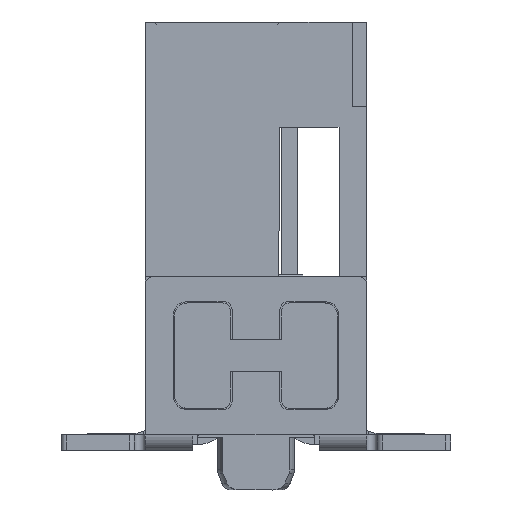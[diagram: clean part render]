
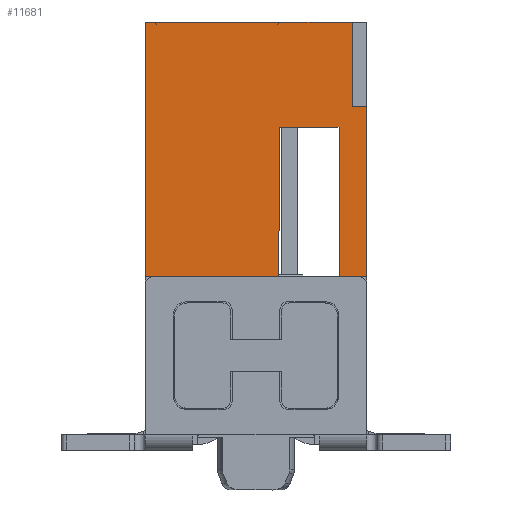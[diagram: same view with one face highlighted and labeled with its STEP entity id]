
A CAD part, front view. The second image highlights one B-rep face of the part: STEP entity #11681.
In plain terms, the highlighted planar face has unit normal (0, -1, 0).
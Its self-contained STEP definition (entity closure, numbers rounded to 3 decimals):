
#11681=ADVANCED_FACE('',(#15002),#13570,.T.);
#13570=PLANE('',#42167);
#15002=FACE_OUTER_BOUND('',#17050,.T.);
#17050=EDGE_LOOP('',(#28339,#28340,#28341,#28342,#28343,#28344,#28345,#28346,
#28347,#28348));
#19904=LINE('',#53806,#23451);
#19914=LINE('',#53824,#23461);
#19949=LINE('',#53932,#23496);
#19964=LINE('',#53977,#23511);
#19965=LINE('',#53979,#23512);
#19976=LINE('',#54001,#23523);
#20047=LINE('',#54164,#23594);
#20053=LINE('',#54176,#23600);
#20054=LINE('',#54178,#23601);
#20055=LINE('',#54180,#23602);
#23451=VECTOR('',#45684,1.);
#23461=VECTOR('',#45698,1.);
#23496=VECTOR('',#45759,1.);
#23511=VECTOR('',#45794,1.);
#23512=VECTOR('',#45795,1.);
#23523=VECTOR('',#45810,1.);
#23594=VECTOR('',#45963,1.);
#23600=VECTOR('',#45973,1.);
#23601=VECTOR('',#45976,1.);
#23602=VECTOR('',#45977,1.);
#28339=ORIENTED_EDGE('',*,*,#38742,.T.);
#28340=ORIENTED_EDGE('',*,*,#38741,.T.);
#28341=ORIENTED_EDGE('',*,*,#38735,.F.);
#28342=ORIENTED_EDGE('',*,*,#38651,.T.);
#28343=ORIENTED_EDGE('',*,*,#38639,.T.);
#28344=ORIENTED_EDGE('',*,*,#38616,.T.);
#28345=ORIENTED_EDGE('',*,*,#38565,.T.);
#28346=ORIENTED_EDGE('',*,*,#38575,.T.);
#28347=ORIENTED_EDGE('',*,*,#38638,.T.);
#28348=ORIENTED_EDGE('',*,*,#38743,.T.);
#35596=VERTEX_POINT('',#53804);
#35598=VERTEX_POINT('',#53807);
#35603=VERTEX_POINT('',#53823);
#35626=VERTEX_POINT('',#53933);
#35642=VERTEX_POINT('',#53978);
#35643=VERTEX_POINT('',#53980);
#35652=VERTEX_POINT('',#54002);
#35699=VERTEX_POINT('',#54165);
#35702=VERTEX_POINT('',#54175);
#35703=VERTEX_POINT('',#54179);
#38565=EDGE_CURVE('',#35598,#35596,#19904,.T.);
#38575=EDGE_CURVE('',#35596,#35603,#19914,.T.);
#38616=EDGE_CURVE('',#35626,#35598,#19949,.T.);
#38638=EDGE_CURVE('',#35603,#35642,#19964,.T.);
#38639=EDGE_CURVE('',#35643,#35626,#19965,.T.);
#38651=EDGE_CURVE('',#35652,#35643,#19976,.T.);
#38735=EDGE_CURVE('',#35652,#35699,#20047,.T.);
#38741=EDGE_CURVE('',#35702,#35699,#20053,.T.);
#38742=EDGE_CURVE('',#35703,#35702,#20054,.T.);
#38743=EDGE_CURVE('',#35642,#35703,#20055,.T.);
#42167=AXIS2_PLACEMENT_3D('',#54181,#45978,#45979);
#45684=DIRECTION('',(1.,0.,0.));
#45698=DIRECTION('',(0.,0.,-1.));
#45759=DIRECTION('',(0.004,0.,1.));
#45794=DIRECTION('',(1.,0.,0.));
#45795=DIRECTION('',(1.,0.,0.));
#45810=DIRECTION('',(0.,0.,-1.));
#45963=DIRECTION('',(1.,0.,0.));
#45973=DIRECTION('',(0.,0.,1.));
#45976=DIRECTION('',(-1.,0.,0.));
#45977=DIRECTION('',(0.,0.,1.));
#45978=DIRECTION('',(0.,-1.,0.));
#45979=DIRECTION('',(1.,0.,0.));
#53804=CARTESIAN_POINT('',(4.831,3.862,-13.092));
#53806=CARTESIAN_POINT('',(3.701,3.862,-13.092));
#53807=CARTESIAN_POINT('',(3.701,3.862,-13.092));
#53823=CARTESIAN_POINT('',(4.831,3.862,-15.922));
#53824=CARTESIAN_POINT('',(4.831,3.862,-13.092));
#53932=CARTESIAN_POINT('',(3.67,3.862,-20.172));
#53933=CARTESIAN_POINT('',(3.689,3.862,-15.922));
#53977=CARTESIAN_POINT('',(4.831,3.862,-15.922));
#53978=CARTESIAN_POINT('',(5.356,3.862,-15.922));
#53979=CARTESIAN_POINT('',(1.156,3.862,-15.922));
#53980=CARTESIAN_POINT('',(1.156,3.862,-15.922));
#54001=CARTESIAN_POINT('',(1.156,3.862,-11.092));
#54002=CARTESIAN_POINT('',(1.156,3.862,-11.092));
#54164=CARTESIAN_POINT('',(1.156,3.862,-11.092));
#54165=CARTESIAN_POINT('',(5.081,3.862,-11.092));
#54175=CARTESIAN_POINT('',(5.081,3.862,-12.692));
#54176=CARTESIAN_POINT('',(5.081,3.862,-12.692));
#54178=CARTESIAN_POINT('',(5.356,3.862,-12.692));
#54179=CARTESIAN_POINT('',(5.356,3.862,-12.692));
#54180=CARTESIAN_POINT('',(5.356,3.862,-15.922));
#54181=CARTESIAN_POINT('',(0.57,3.862,-16.573));
